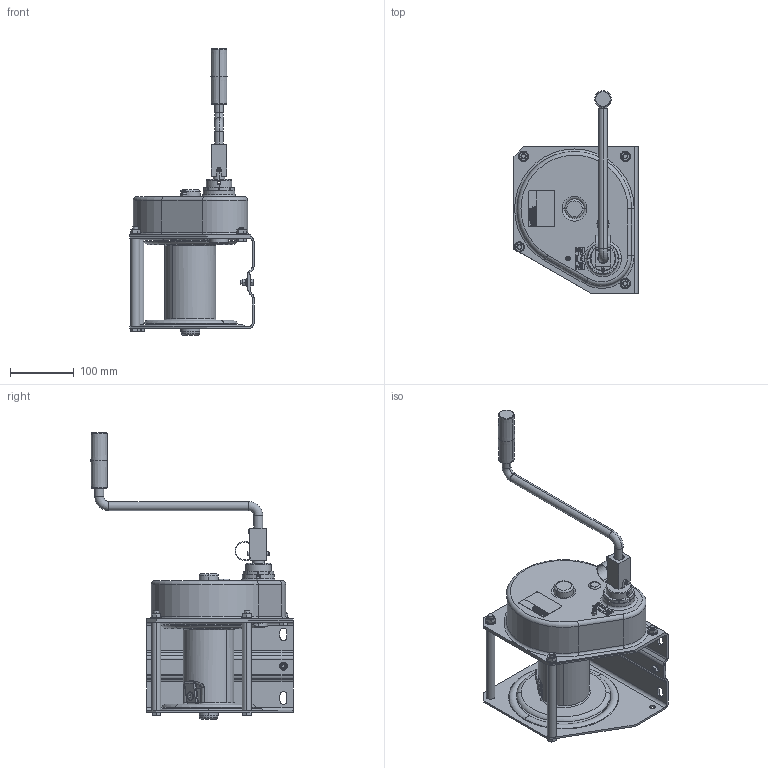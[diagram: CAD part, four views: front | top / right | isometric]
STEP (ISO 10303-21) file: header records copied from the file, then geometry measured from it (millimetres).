
FILE_DESCRIPTION(('Creo Elements/Direct Modeling STEP Export'),'2;1');
FILE_NAME('205804.stp','2022-04-25T11:49:05',(''),(''),'Creo Elements/Direct Modeling STEP processor for AP214 (Solid Model)','Creo Elements/Direct Modeling 20.1C 13-Oct-2019 (C) Parametric Technology GmbH','');
FILE_SCHEMA(('AUTOMOTIVE_DESIGN { 1 0 10303 214 1 1 1 1 }'));
Products named in the file (3): Seilwinde; Kurbel; Seilwinde_205804A
Assembly tree (2 placements, depth 2):
  Seilwinde_205804A
    Kurbel
    Seilwinde
Bounding box: 195 x 317.56 x 449.69 mm (x, y, z)
Volume: 3152777.1 mm3; surface area: 425643.6 mm2
Topology: 2 solids, 2 shells, 912 faces, 5595 edges, 4890 vertices
Faces by surface type: plane 469, cylinder 184, cone 175, torus 63, bspline 15, sphere 6
Entity records: 72899 total; most frequent: CARTESIAN_POINT 25104, ORIENTED_EDGE 11182, DIRECTION 6632, EDGE_CURVE 5591, VERTEX_POINT 4890, VECTOR 4514, LINE 4514, EDGE_LOOP 1143
